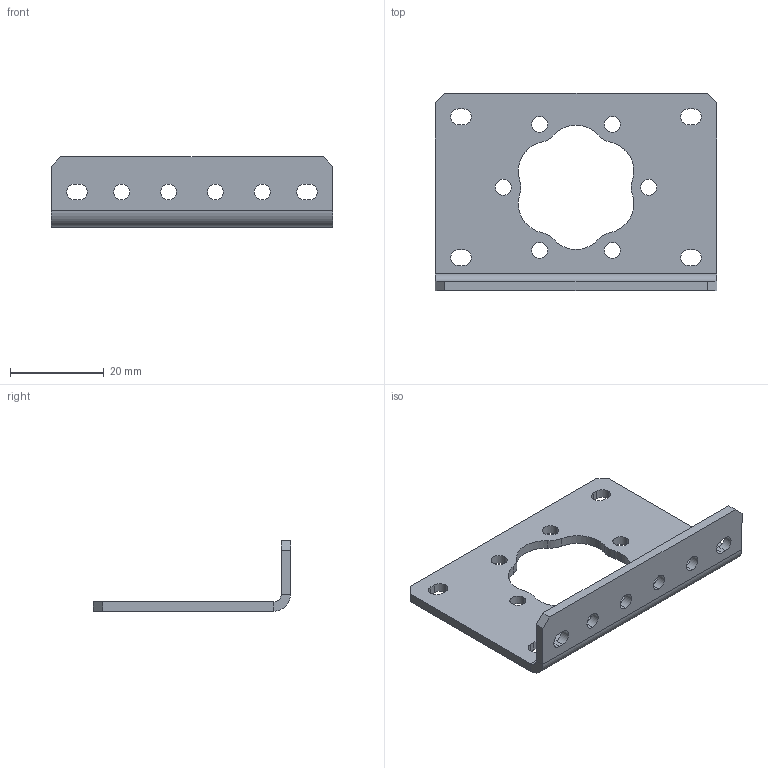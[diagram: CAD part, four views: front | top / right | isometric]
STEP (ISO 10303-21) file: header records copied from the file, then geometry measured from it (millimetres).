
FILE_DESCRIPTION (( 'STEP AP214' ), '1' );
FILE_NAME ('REV-41-1027.STEP', '2015-08-20T16:26:20', ( '' ), ( '' ), 'SwSTEP 2.0', 'SolidWorks 2014', '' );
FILE_SCHEMA (( 'AUTOMOTIVE_DESIGN' ));
Length unit declared in the file: millimetre
Products named in the file (1): REV-41-1027
Bounding box: 60 x 42 x 15 mm (x, y, z)
Volume: 5116.9 mm3; surface area: 6092.9 mm2
Topology: 1 solids, 1 shells, 81 faces, 229 edges, 150 vertices
Faces by surface type: cylinder 53, plane 28
Entity records: 2767 total; most frequent: DIRECTION 499, CARTESIAN_POINT 461, ORIENTED_EDGE 458, EDGE_CURVE 229, AXIS2_PLACEMENT_3D 188, VERTEX_POINT 150, VECTOR 123, LINE 123
